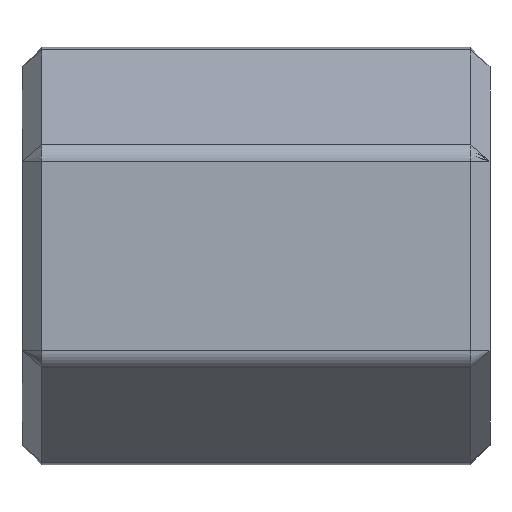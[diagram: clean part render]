
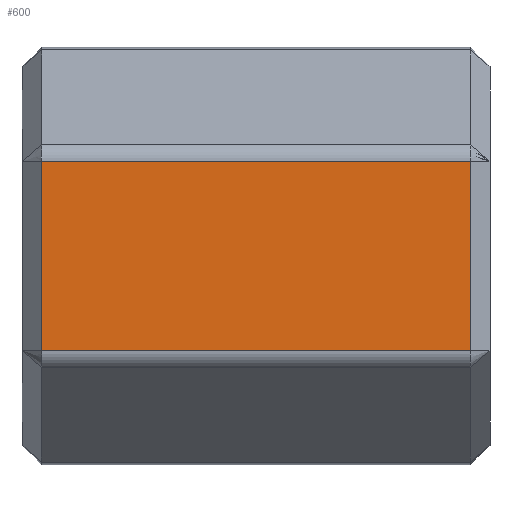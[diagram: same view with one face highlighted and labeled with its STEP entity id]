
A CAD part, left-side view. The second image highlights one B-rep face of the part: STEP entity #600.
In plain terms, the highlighted planar face has unit normal (-1, 0, 0).
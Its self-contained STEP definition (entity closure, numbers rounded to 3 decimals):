
#36=PLANE('',#671);
#83=FACE_OUTER_BOUND('',#126,.T.);
#126=EDGE_LOOP('',(#539,#540,#541,#542));
#145=LINE('',#898,#208);
#185=LINE('',#997,#248);
#189=LINE('',#1009,#252);
#190=LINE('',#1011,#253);
#208=VECTOR('',#712,10.);
#248=VECTOR('',#826,10.);
#252=VECTOR('',#846,10.);
#253=VECTOR('',#849,10.);
#286=VERTEX_POINT('',#894);
#287=VERTEX_POINT('',#896);
#308=VERTEX_POINT('',#993);
#309=VERTEX_POINT('',#995);
#331=EDGE_CURVE('',#287,#286,#145,.T.);
#381=EDGE_CURVE('',#309,#308,#185,.T.);
#387=EDGE_CURVE('',#308,#287,#189,.T.);
#388=EDGE_CURVE('',#286,#309,#190,.T.);
#539=ORIENTED_EDGE('',*,*,#331,.F.);
#540=ORIENTED_EDGE('',*,*,#387,.F.);
#541=ORIENTED_EDGE('',*,*,#381,.F.);
#542=ORIENTED_EDGE('',*,*,#388,.F.);
#600=ADVANCED_FACE('',(#83),#36,.F.);
#671=AXIS2_PLACEMENT_3D('',#1010,#847,#848);
#712=DIRECTION('',(0.,0.,-1.));
#826=DIRECTION('',(0.,0.,1.));
#846=DIRECTION('',(0.,-1.,0.));
#847=DIRECTION('center_axis',(1.,0.,0.));
#848=DIRECTION('ref_axis',(0.,0.,1.));
#849=DIRECTION('',(0.,1.,0.));
#894=CARTESIAN_POINT('',(-2.35,0.25,-1.212));
#896=CARTESIAN_POINT('',(-2.35,0.25,1.212));
#898=CARTESIAN_POINT('',(-2.35,0.25,-0.678));
#993=CARTESIAN_POINT('',(-2.35,5.75,1.212));
#995=CARTESIAN_POINT('',(-2.35,5.75,-1.212));
#997=CARTESIAN_POINT('',(-2.35,5.75,-0.678));
#1009=CARTESIAN_POINT('',(-2.35,6.,1.212));
#1010=CARTESIAN_POINT('Origin',(-2.35,6.,-1.357));
#1011=CARTESIAN_POINT('',(-2.35,6.,-1.212));
